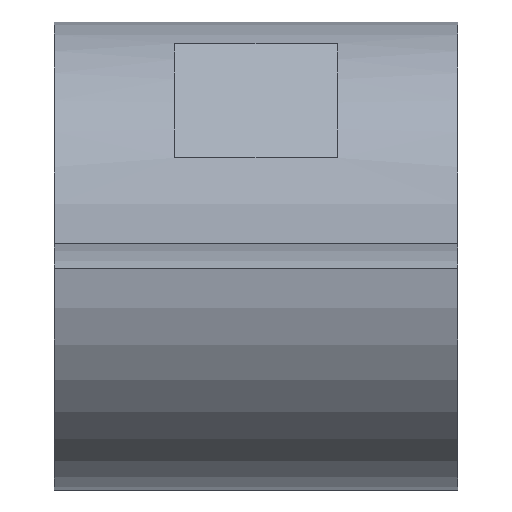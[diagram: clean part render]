
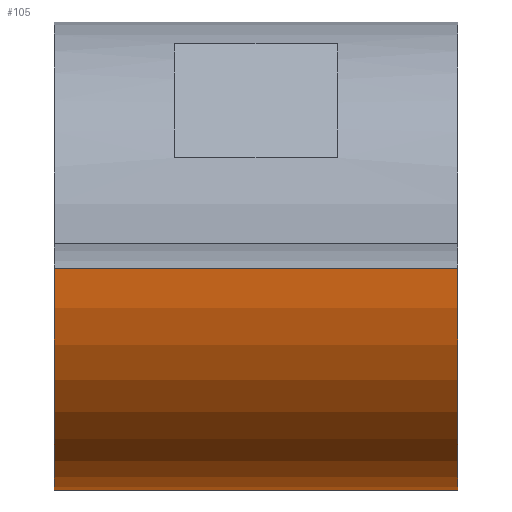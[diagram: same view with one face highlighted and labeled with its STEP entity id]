
A CAD part, left-side view. The second image highlights one B-rep face of the part: STEP entity #105.
In plain terms, the highlighted cylindrical face has radius 9.525 mm (diameter 19.05 mm), a partial arc.
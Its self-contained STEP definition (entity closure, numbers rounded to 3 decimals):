
#6 = DIRECTION ( 'NONE',  ( 0., 1., 0. ) ) ;
#24 = VERTEX_POINT ( 'NONE', #113 ) ;
#39 = AXIS2_PLACEMENT_3D ( 'NONE', #661, #225, #446 ) ;
#48 = VECTOR ( 'NONE', #6, 1000. ) ;
#49 = CARTESIAN_POINT ( 'NONE',  ( -9.511, -8.204, -0.508 ) ) ;
#59 = LINE ( 'NONE', #230, #48 ) ;
#103 = DIRECTION ( 'NONE',  ( 0., 0., 1. ) ) ;
#105 = ADVANCED_FACE ( 'NONE', ( #628 ), #456, .T. ) ;
#113 = CARTESIAN_POINT ( 'NONE',  ( -9.511, -8.204, -0.508 ) ) ;
#117 = CARTESIAN_POINT ( 'NONE',  ( 0., -8.204, 0. ) ) ;
#163 = DIRECTION ( 'NONE',  ( 0., 0., 1. ) ) ;
#199 = CARTESIAN_POINT ( 'NONE',  ( 0., -8.204, -9.525 ) ) ;
#204 = AXIS2_PLACEMENT_3D ( 'NONE', #493, #499, #163 ) ;
#225 = DIRECTION ( 'NONE',  ( 0., 1., 0. ) ) ;
#230 = CARTESIAN_POINT ( 'NONE',  ( 0., -8.204, -9.525 ) ) ;
#276 = EDGE_LOOP ( 'NONE', ( #549, #519, #290, #517 ) ) ;
#290 = ORIENTED_EDGE ( 'NONE', *, *, #466, .T. ) ;
#410 = VECTOR ( 'NONE', #421, 1000. ) ;
#420 = EDGE_CURVE ( 'NONE', #638, #518, #570, .T. ) ;
#421 = DIRECTION ( 'NONE',  ( 0., 1., 0. ) ) ;
#431 = EDGE_CURVE ( 'NONE', #621, #24, #563, .T. ) ;
#446 = DIRECTION ( 'NONE',  ( 0., 0., 1. ) ) ;
#456 = CYLINDRICAL_SURFACE ( 'NONE', #475, 9.525 ) ;
#464 = CARTESIAN_POINT ( 'NONE',  ( 0., 8.204, -9.525 ) ) ;
#466 = EDGE_CURVE ( 'NONE', #24, #518, #472, .T. ) ;
#472 = LINE ( 'NONE', #49, #410 ) ;
#475 = AXIS2_PLACEMENT_3D ( 'NONE', #117, #536, #103 ) ;
#493 = CARTESIAN_POINT ( 'NONE',  ( 0., 8.204, 0. ) ) ;
#499 = DIRECTION ( 'NONE',  ( 0., 1., 0. ) ) ;
#517 = ORIENTED_EDGE ( 'NONE', *, *, #420, .F. ) ;
#518 = VERTEX_POINT ( 'NONE', #630 ) ;
#519 = ORIENTED_EDGE ( 'NONE', *, *, #431, .T. ) ;
#536 = DIRECTION ( 'NONE',  ( 0., 1., 0. ) ) ;
#549 = ORIENTED_EDGE ( 'NONE', *, *, #643, .F. ) ;
#563 = CIRCLE ( 'NONE', #39, 9.525 ) ;
#570 = CIRCLE ( 'NONE', #204, 9.525 ) ;
#621 = VERTEX_POINT ( 'NONE', #199 ) ;
#628 = FACE_OUTER_BOUND ( 'NONE', #276, .T. ) ;
#630 = CARTESIAN_POINT ( 'NONE',  ( -9.511, 8.204, -0.508 ) ) ;
#638 = VERTEX_POINT ( 'NONE', #464 ) ;
#643 = EDGE_CURVE ( 'NONE', #621, #638, #59, .T. ) ;
#661 = CARTESIAN_POINT ( 'NONE',  ( 0., -8.204, 0. ) ) ;
